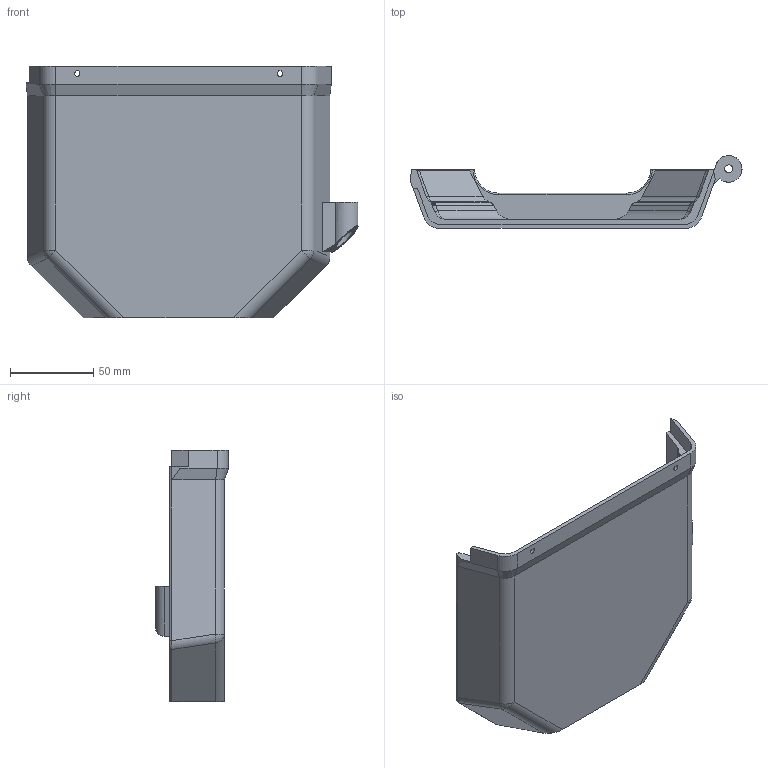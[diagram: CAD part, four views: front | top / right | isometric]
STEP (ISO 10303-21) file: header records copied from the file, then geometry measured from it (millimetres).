
FILE_DESCRIPTION(('FreeCAD Model'),'2;1');
FILE_NAME('UpperFront.step','2018-05-16T09:52:56',('Author'),(''), 'Open CASCADE STEP processor 6.9','FreeCAD','Unknown');
FILE_SCHEMA(('AUTOMOTIVE_DESIGN_CC2 { 1 2 10303 214 -1 1 5 4 }'));
Length unit declared in the file: millimetre
Products named in the file (2): ASSEMBLY; UpperFront
Assembly tree (1 placements, depth 2):
  ASSEMBLY
    UpperFront
Bounding box: 199.88 x 44 x 151.5 mm (x, y, z)
Volume: 118375 mm3; surface area: 72554.4 mm2
Topology: 1 solids, 1 shells, 114 faces, 287 edges, 171 vertices
Faces by surface type: plane 47, cylinder 42, bspline 16, sphere 4, cone 3, torus 2
Full cylindrical faces by diameter (mm): 4.8 x1, 10 x1
Entity records: 11069 total; most frequent: CARTESIAN_POINT 5755, DIRECTION 883, ORIENTED_EDGE 566, PCURVE 566, DEFINITIONAL_REPRESENTATION 566, LINE 526, VECTOR 526, EDGE_CURVE 283
